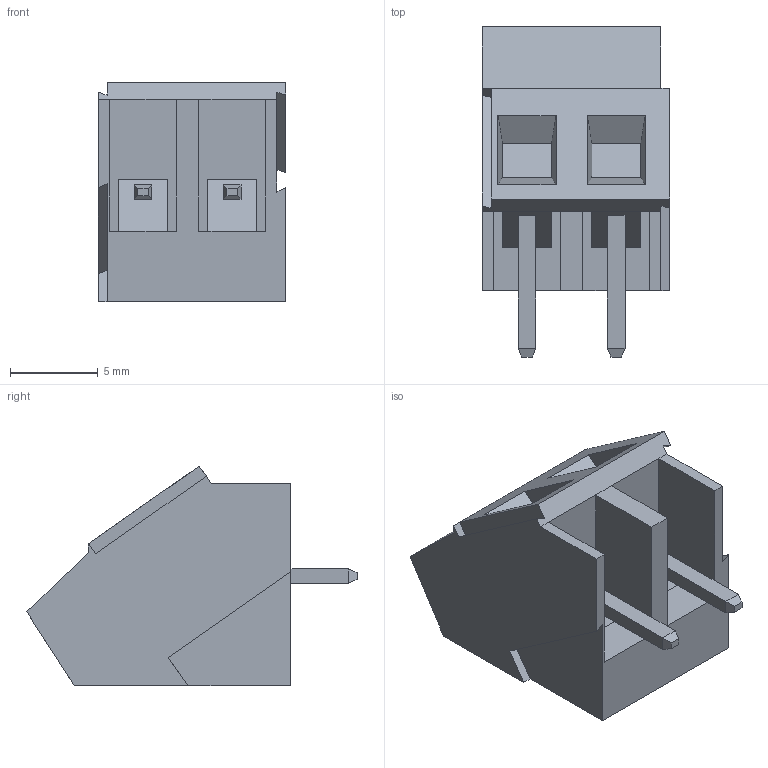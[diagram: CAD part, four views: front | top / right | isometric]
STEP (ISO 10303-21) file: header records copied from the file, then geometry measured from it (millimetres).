
FILE_DESCRIPTION((''),'2;1');
FILE_NAME('C-1546074-2','2012-10-25T',('workeradm'),('Tyco Electronics Ltd.'),'PRO/ENGINEER BY PARAMETRIC TECHNOLOGY CORPORATION, 2010430','PRO/ENGINEER BY PARAMETRIC TECHNOLOGY CORPORATION, 2010430','');
FILE_SCHEMA(('AUTOMOTIVE_DESIGN { 1 0 10303 214 1 1 1 1 }'));
Length unit declared in the file: millimetre
Products named in the file (1): C-1546074-2
Bounding box: 10.66 x 18.8 x 12.5 mm (x, y, z)
Volume: 1131.6 mm3; surface area: 1048.8 mm2
Topology: 1 solids, 1 shells, 80 faces, 202 edges, 130 vertices
Faces by surface type: plane 76, cylinder 4
Entity records: 3278 total; most frequent: CARTESIAN_POINT 414, ORIENTED_EDGE 404, DIRECTION 378, PRESENTATION_STYLE_ASSIGNMENT 203, STYLED_ITEM 203, CURVE_STYLE 202, EDGE_CURVE 202, VECTOR 186
